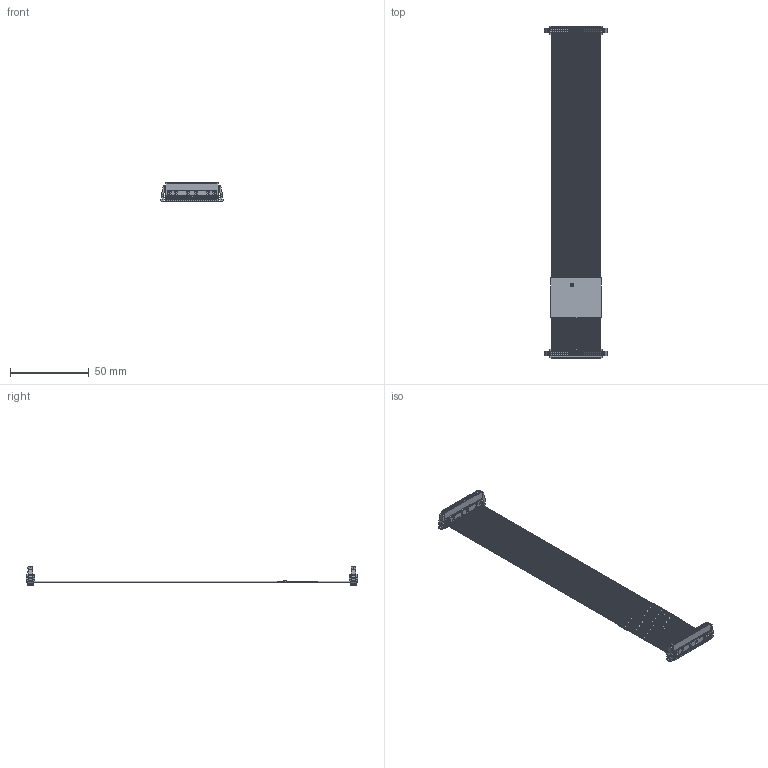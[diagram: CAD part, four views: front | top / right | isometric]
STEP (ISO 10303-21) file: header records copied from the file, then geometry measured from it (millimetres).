
FILE_DESCRIPTION(('CATIA V5 STEP Exchange','CAx-IF Rec.Pracs.--- Model Styling and Organization---1.4--- 2014-01-23'),'2;1');
FILE_NAME ('D1529173_0_2827250000_2827250000.stp','2022-04-29T11:43:25+00:00',('none'),('Weidmueller'),'CATIA Version 5-6 Release 2016 SP3 HF44','CATIA V5 STEP AP214','none');
FILE_SCHEMA(('AUTOMOTIVE_DESIGN { 1 0 10303 214 1 1 1 1 }'));
Products named in the file (1): 2827250000
Bounding box: 39.53 x 211.2 x 12.2 mm (x, y, z)
Volume: 5639.2 mm3; surface area: 42603.4 mm2
Topology: 55 solids, 55 shells, 6410 faces, 17642 edges, 11776 vertices
Faces by surface type: plane 4842, cylinder 1274, extrusion 222, cone 72
Entity records: 212076 total; most frequent: CARTESIAN_POINT 51308, ORIENTED_EDGE 35284, DIRECTION 28281, EDGE_CURVE 17642, VECTOR 14638, LINE 14416, VERTEX_POINT 11776, AXIS2_PLACEMENT_3D 7456
